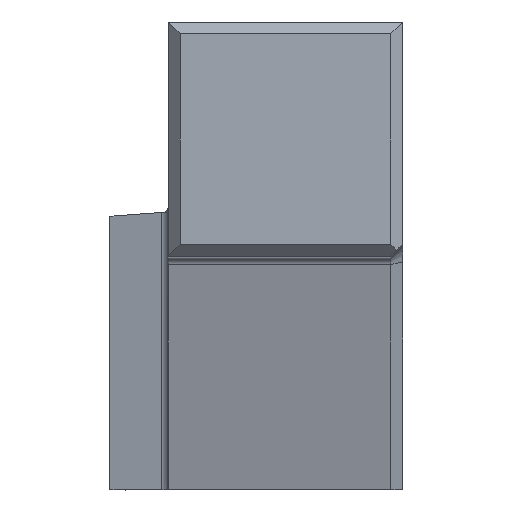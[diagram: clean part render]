
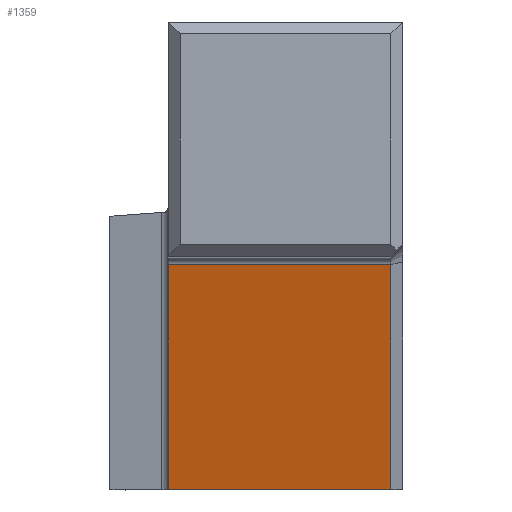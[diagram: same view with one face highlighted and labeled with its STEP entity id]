
A CAD part, top view. The second image highlights one B-rep face of the part: STEP entity #1359.
In plain terms, the highlighted planar face has unit normal (0, -0.259, 0.966).
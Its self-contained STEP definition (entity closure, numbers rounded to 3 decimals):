
#1332=AXIS2_PLACEMENT_3D('Plane Axis2P3D',#1329,#1330,#1331) ;
#1300=CARTESIAN_POINT('Vertex',(9.,-20.593,-17.773)) ;
#1314=CARTESIAN_POINT('Vertex',(-10.,-20.593,-17.773)) ;
#1317=CARTESIAN_POINT('Line Origine',(-15.,-20.593,-17.773)) ;
#1329=CARTESIAN_POINT('Axis2P3D Location',(-15.,-20.593,-17.773)) ;
#1334=CARTESIAN_POINT('Line Origine',(9.,-30.191,-20.345)) ;
#1338=CARTESIAN_POINT('Vertex',(9.,-39.79,-22.917)) ;
#1341=CARTESIAN_POINT('Line Origine',(-10.,-30.191,-20.345)) ;
#1345=CARTESIAN_POINT('Vertex',(-10.,-39.79,-22.917)) ;
#1348=CARTESIAN_POINT('Line Origine',(-0.5,-39.79,-22.917)) ;
#1318=DIRECTION('Vector Direction',(-1.,0.,0.)) ;
#1330=DIRECTION('Axis2P3D Direction',(0.,0.259,-0.966)) ;
#1331=DIRECTION('Axis2P3D XDirection',(0.,-0.966,-0.259)) ;
#1335=DIRECTION('Vector Direction',(0.,-0.966,-0.259)) ;
#1342=DIRECTION('Vector Direction',(0.,-0.966,-0.259)) ;
#1349=DIRECTION('Vector Direction',(-1.,0.,0.)) ;
#1319=VECTOR('Line Direction',#1318,1.) ;
#1336=VECTOR('Line Direction',#1335,1.) ;
#1343=VECTOR('Line Direction',#1342,1.) ;
#1350=VECTOR('Line Direction',#1349,1.) ;
#1354=ORIENTED_EDGE('',*,*,#1340,.F.) ;
#1355=ORIENTED_EDGE('',*,*,#1321,.T.) ;
#1356=ORIENTED_EDGE('',*,*,#1347,.T.) ;
#1357=ORIENTED_EDGE('',*,*,#1352,.F.) ;
#1359=ADVANCED_FACE('NOCUT',(#1358),#1333,.F.) ;
#1321=EDGE_CURVE('',#1301,#1315,#1320,.T.) ;
#1340=EDGE_CURVE('',#1301,#1339,#1337,.T.) ;
#1347=EDGE_CURVE('',#1315,#1346,#1344,.T.) ;
#1352=EDGE_CURVE('',#1339,#1346,#1351,.T.) ;
#1353=EDGE_LOOP('',(#1354,#1355,#1356,#1357)) ;
#1358=FACE_OUTER_BOUND('',#1353,.T.) ;
#1320=LINE('Line',#1317,#1319) ;
#1337=LINE('Line',#1334,#1336) ;
#1344=LINE('Line',#1341,#1343) ;
#1351=LINE('Line',#1348,#1350) ;
#1333=PLANE('',#1332) ;
#1301=VERTEX_POINT('',#1300) ;
#1315=VERTEX_POINT('',#1314) ;
#1339=VERTEX_POINT('',#1338) ;
#1346=VERTEX_POINT('',#1345) ;
